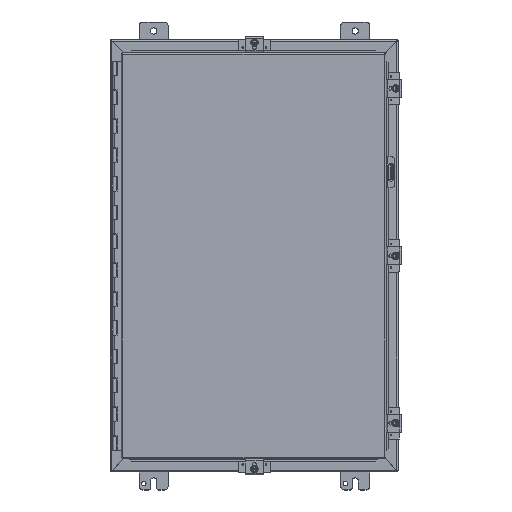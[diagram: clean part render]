
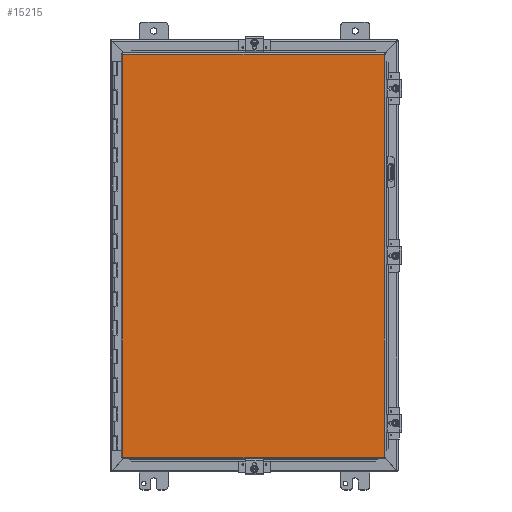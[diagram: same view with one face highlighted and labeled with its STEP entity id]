
A CAD part, top view. The second image highlights one B-rep face of the part: STEP entity #15215.
In plain terms, the highlighted face is planar.
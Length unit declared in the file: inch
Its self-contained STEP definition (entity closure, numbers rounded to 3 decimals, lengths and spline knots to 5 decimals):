
#1765=LINE('',#24961,#3154);
#1771=LINE('',#25082,#3160);
#1781=LINE('',#25235,#3170);
#1784=LINE('',#25268,#3173);
#3154=VECTOR('',#19455,0.3937);
#3160=VECTOR('',#19469,0.3937);
#3170=VECTOR('',#19491,0.3937);
#3173=VECTOR('',#19500,0.3937);
#4396=PLANE('',#16624);
#5095=FACE_OUTER_BOUND('',#5998,.T.);
#5998=EDGE_LOOP('',(#12616,#12617,#12618,#12619));
#7651=VERTEX_POINT('',#24952);
#7652=VERTEX_POINT('',#24960);
#7655=VERTEX_POINT('',#25030);
#7656=VERTEX_POINT('',#25074);
#9393=EDGE_CURVE('',#7652,#7651,#1765,.T.);
#9406=EDGE_CURVE('',#7655,#7656,#1771,.T.);
#9423=EDGE_CURVE('',#7651,#7655,#1781,.T.);
#9427=EDGE_CURVE('',#7656,#7652,#1784,.T.);
#12616=ORIENTED_EDGE('',*,*,#9423,.T.);
#12617=ORIENTED_EDGE('',*,*,#9406,.T.);
#12618=ORIENTED_EDGE('',*,*,#9427,.T.);
#12619=ORIENTED_EDGE('',*,*,#9393,.T.);
#15215=ADVANCED_FACE('',(#5095),#4396,.F.);
#16624=AXIS2_PLACEMENT_3D('',#25348,#19514,#19515);
#19455=DIRECTION('',(-1.,0.,0.));
#19469=DIRECTION('',(1.,0.,0.));
#19491=DIRECTION('',(0.,1.,0.));
#19500=DIRECTION('',(0.,-1.,0.));
#19514=DIRECTION('center_axis',(0.,0.,1.));
#19515=DIRECTION('ref_axis',(1.,0.,0.));
#24952=CARTESIAN_POINT('',(-9.08225,-13.9885,0.));
#24960=CARTESIAN_POINT('',(9.08225,-13.9885,0.));
#24961=CARTESIAN_POINT('',(4.54113,-13.9885,0.));
#25030=CARTESIAN_POINT('',(-9.08225,13.9885,0.));
#25074=CARTESIAN_POINT('',(9.08225,13.9885,0.));
#25082=CARTESIAN_POINT('',(-4.59375,13.9885,0.));
#25235=CARTESIAN_POINT('',(-9.08225,-6.99425,0.));
#25268=CARTESIAN_POINT('',(9.08225,6.99425,0.));
#25348=CARTESIAN_POINT('Origin',(0.,0.,
0.));
